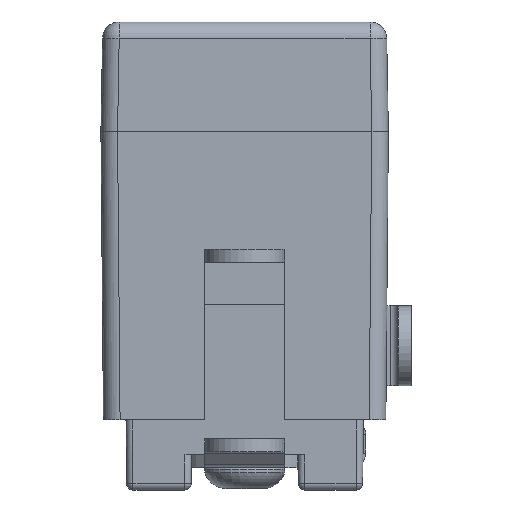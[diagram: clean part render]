
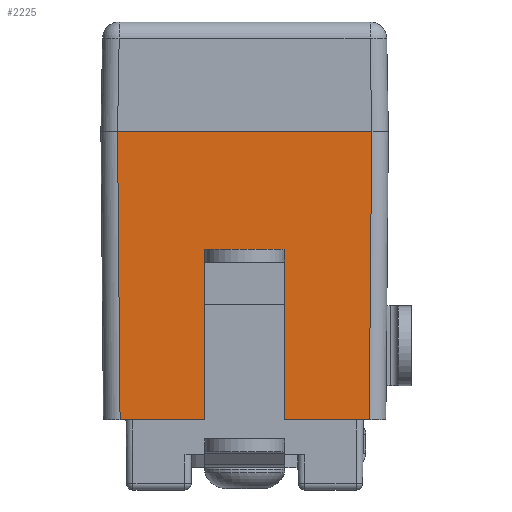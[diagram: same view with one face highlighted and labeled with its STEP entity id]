
A CAD part, front view. The second image highlights one B-rep face of the part: STEP entity #2225.
In plain terms, the highlighted planar face has unit normal (0, -1, 0).
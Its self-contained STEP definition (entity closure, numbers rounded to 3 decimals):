
#127 = CARTESIAN_POINT ( 'NONE',  ( -45.511, -1.682, 15.346 ) ) ;
#140 = CARTESIAN_POINT ( 'NONE',  ( -40.37, -1.682, 19.409 ) ) ;
#647 = EDGE_CURVE ( 'NONE', #5995, #7606, #5719, .T. ) ;
#747 = DIRECTION ( 'NONE',  ( 1., 0., 0. ) ) ;
#784 = VECTOR ( 'NONE', #3003, 1000. ) ;
#863 = VERTEX_POINT ( 'NONE', #2242 ) ;
#1064 = CARTESIAN_POINT ( 'NONE',  ( -37.13, -1.682, 24.419 ) ) ;
#1084 = CARTESIAN_POINT ( 'NONE',  ( -40.37, -1.682, 20.749 ) ) ;
#1102 = ORIENTED_EDGE ( 'NONE', *, *, #7300, .F. ) ;
#1258 = ORIENTED_EDGE ( 'NONE', *, *, #8732, .T. ) ;
#1290 = CARTESIAN_POINT ( 'NONE',  ( -42.87, -1.682, 19.409 ) ) ;
#1498 = CARTESIAN_POINT ( 'NONE',  ( -45.59, -1.682, 24.419 ) ) ;
#1676 = CARTESIAN_POINT ( 'NONE',  ( -37.729, -1.682, 15.425 ) ) ;
#1848 = LINE ( 'NONE', #6743, #5236 ) ;
#1869 = LINE ( 'NONE', #7086, #784 ) ;
#1969 = VECTOR ( 'NONE', #4147, 1000. ) ;
#2094 = VECTOR ( 'NONE', #2838, 1000. ) ;
#2118 = DIRECTION ( 'NONE',  ( 0., 0., 1. ) ) ;
#2135 = AXIS2_PLACEMENT_3D ( 'NONE', #4138, #3363, #747 ) ;
#2172 = ORIENTED_EDGE ( 'NONE', *, *, #647, .F. ) ;
#2203 = ORIENTED_EDGE ( 'NONE', *, *, #4115, .F. ) ;
#2225 = ADVANCED_FACE ( 'NONE', ( #5348 ), #5525, .F. ) ;
#2242 = CARTESIAN_POINT ( 'NONE',  ( -37.729, -1.682, 15.419 ) ) ;
#2617 = VECTOR ( 'NONE', #5835, 1000. ) ;
#2838 = DIRECTION ( 'NONE',  ( -1., 0., 0. ) ) ;
#3003 = DIRECTION ( 'NONE',  ( -1., 0., 0. ) ) ;
#3119 = CARTESIAN_POINT ( 'NONE',  ( -45.512, -1.682, 15.419 ) ) ;
#3363 = DIRECTION ( 'NONE',  ( 0., 1., 0. ) ) ;
#3783 = VERTEX_POINT ( 'NONE', #7244 ) ;
#3834 = ORIENTED_EDGE ( 'NONE', *, *, #5844, .T. ) ;
#3886 = LINE ( 'NONE', #6930, #2094 ) ;
#3898 = VECTOR ( 'NONE', #2118, 1000. ) ;
#4085 = ORIENTED_EDGE ( 'NONE', *, *, #8551, .T. ) ;
#4115 = EDGE_CURVE ( 'NONE', #8281, #3783, #8360, .T. ) ;
#4138 = CARTESIAN_POINT ( 'NONE',  ( -37.13, -1.682, 15.419 ) ) ;
#4147 = DIRECTION ( 'NONE',  ( 0.009, 0., -1. ) ) ;
#4199 = ORIENTED_EDGE ( 'NONE', *, *, #8362, .F. ) ;
#4952 = CARTESIAN_POINT ( 'NONE',  ( -37.65, -1.682, 24.419 ) ) ;
#5236 = VECTOR ( 'NONE', #7405, 1000. ) ;
#5348 = FACE_OUTER_BOUND ( 'NONE', #6091, .T. ) ;
#5350 = CARTESIAN_POINT ( 'NONE',  ( -40.37, -1.682, 15.419 ) ) ;
#5525 = PLANE ( 'NONE',  #2135 ) ;
#5621 = CARTESIAN_POINT ( 'NONE',  ( -42.87, -1.682, 20.749 ) ) ;
#5719 = LINE ( 'NONE', #140, #3898 ) ;
#5736 = DIRECTION ( 'NONE',  ( 0.009, 0., 1. ) ) ;
#5835 = DIRECTION ( 'NONE',  ( -1., 0., 0. ) ) ;
#5844 = EDGE_CURVE ( 'NONE', #7356, #7885, #6255, .T. ) ;
#5995 = VERTEX_POINT ( 'NONE', #5350 ) ;
#6051 = DIRECTION ( 'NONE',  ( 0., 0., -1. ) ) ;
#6091 = EDGE_LOOP ( 'NONE', ( #2203, #4085, #2172, #4199, #1258, #3834, #7993, #1102 ) ) ;
#6108 = EDGE_CURVE ( 'NONE', #7885, #7039, #6229, .T. ) ;
#6229 = LINE ( 'NONE', #127, #1969 ) ;
#6255 = LINE ( 'NONE', #1064, #2617 ) ;
#6536 = LINE ( 'NONE', #1676, #8280 ) ;
#6607 = VECTOR ( 'NONE', #6051, 1000. ) ;
#6743 = CARTESIAN_POINT ( 'NONE',  ( 0., -1.682, 20.749 ) ) ;
#6930 = CARTESIAN_POINT ( 'NONE',  ( -37.13, -1.682, 15.419 ) ) ;
#7039 = VERTEX_POINT ( 'NONE', #3119 ) ;
#7086 = CARTESIAN_POINT ( 'NONE',  ( -37.13, -1.682, 15.419 ) ) ;
#7244 = CARTESIAN_POINT ( 'NONE',  ( -42.87, -1.682, 15.419 ) ) ;
#7300 = EDGE_CURVE ( 'NONE', #3783, #7039, #3886, .T. ) ;
#7356 = VERTEX_POINT ( 'NONE', #4952 ) ;
#7405 = DIRECTION ( 'NONE',  ( 1., 0., 0. ) ) ;
#7606 = VERTEX_POINT ( 'NONE', #1084 ) ;
#7885 = VERTEX_POINT ( 'NONE', #1498 ) ;
#7993 = ORIENTED_EDGE ( 'NONE', *, *, #6108, .T. ) ;
#8280 = VECTOR ( 'NONE', #5736, 1000. ) ;
#8281 = VERTEX_POINT ( 'NONE', #5621 ) ;
#8360 = LINE ( 'NONE', #1290, #6607 ) ;
#8362 = EDGE_CURVE ( 'NONE', #863, #5995, #1869, .T. ) ;
#8551 = EDGE_CURVE ( 'NONE', #8281, #7606, #1848, .T. ) ;
#8732 = EDGE_CURVE ( 'NONE', #863, #7356, #6536, .T. ) ;
